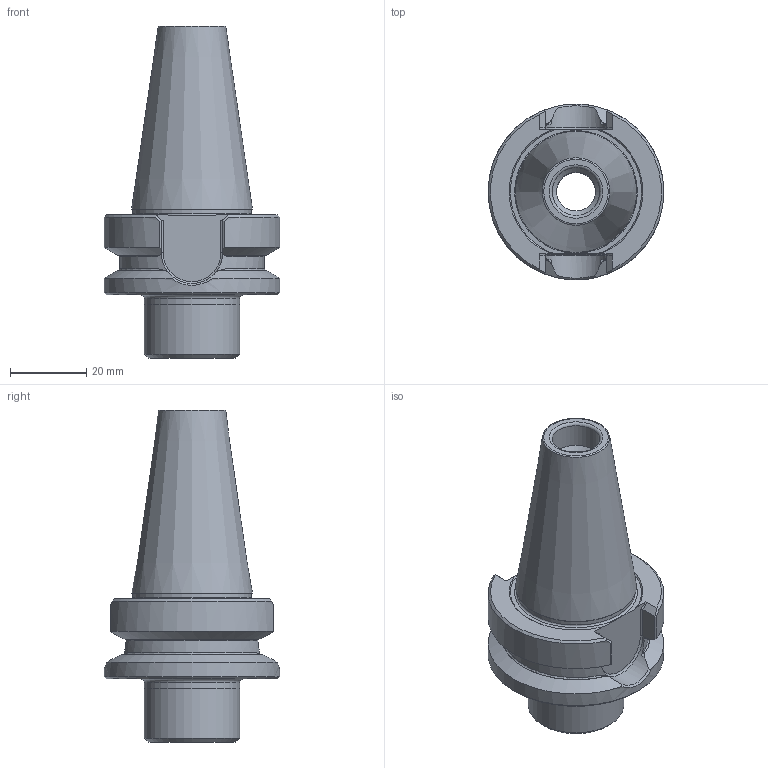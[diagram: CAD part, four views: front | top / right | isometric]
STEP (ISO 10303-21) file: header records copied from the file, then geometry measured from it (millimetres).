
FILE_DESCRIPTION(/* description */ (''),/* implementation_level */ '2;1');
FILE_NAME(/* name */ '213012016.stp',/* time_stamp */ '2021-01-08T12:37:10',/* author */ ('LRA'),/* organization */ ('REGO-FIX'),/* preprocessor_version */ ' Unknown',/* originating_system */ 'SIEMENS PLM Software Solid Edge ST10',/* authorization */ 'Unknown');
FILE_SCHEMA (('AUTOMOTIVE_DESIGN { 1 0 10303 214 2 1 1}'));
Length unit declared in the file: millimetre
Products named in the file (1): NOCUT
Bounding box: 46 x 46 x 86.9 mm (x, y, z)
Volume: 49379.5 mm3; surface area: 14547.1 mm2
Topology: 1 solids, 1 shells, 85 faces, 220 edges, 139 vertices
Faces by surface type: plane 32, cone 19, cylinder 17, torus 11, bspline 6
Full cylindrical faces by diameter (mm): 10.106 x1, 12.5 x1, 13.5 x1, 25 x2, 31.15 x1, 46 x1
Entity records: 3266 total; most frequent: CARTESIAN_POINT 757, ORIENTED_EDGE 392, DIRECTION 368, EDGE_CURVE 196, AXIS2_PLACEMENT_3D 157, VERTEX_POINT 134, EDGE_LOOP 108, FACE_BOUND 108
